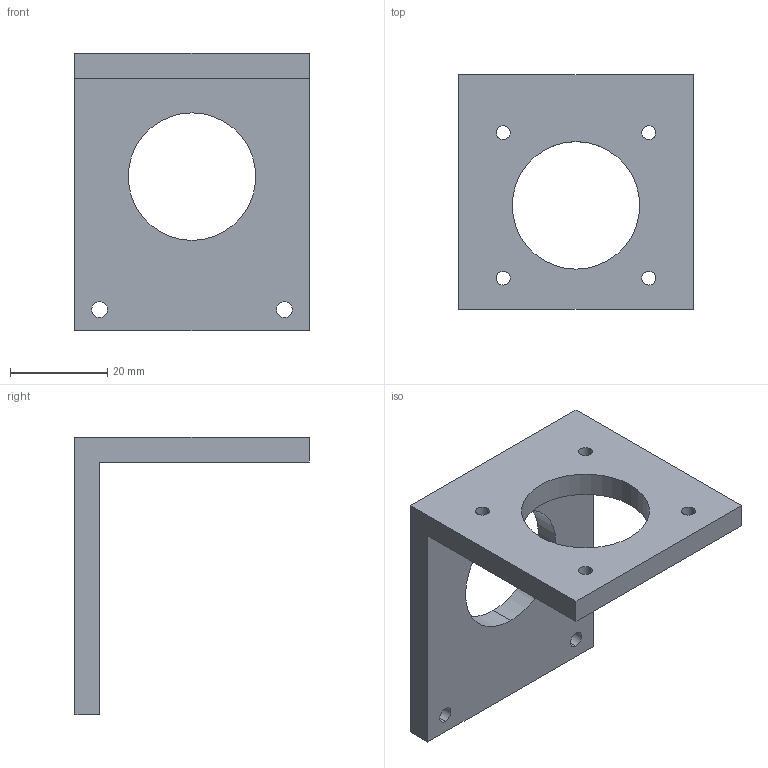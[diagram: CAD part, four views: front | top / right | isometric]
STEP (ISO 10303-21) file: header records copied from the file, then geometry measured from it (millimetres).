
FILE_DESCRIPTION (( 'STEP AP203' ), '1' );
FILE_NAME ('TTN015345-E0W.STEP', '2019-01-21T21:26:26', ( '' ), ( '' ), 'SwSTEP 2.0', 'SolidWorks 2018', '' );
FILE_SCHEMA (( 'CONFIG_CONTROL_DESIGN' ));
Length unit declared in the file: inch
Products named in the file (1): TTN015345-E0W
Bounding box: 48.26 x 48.26 x 57.15 mm (x, y, z)
Volume: 18827.6 mm3; surface area: 10050.8 mm2
Topology: 1 solids, 1 shells, 56 faces, 307 edges, 281 vertices
Faces by surface type: plane 36, cylinder 16, cone 4
Entity records: 4162 total; most frequent: CARTESIAN_POINT 1587, ORIENTED_EDGE 614, DIRECTION 382, EDGE_CURVE 307, VERTEX_POINT 281, VECTOR 196, LINE 196, EDGE_LOOP 100
